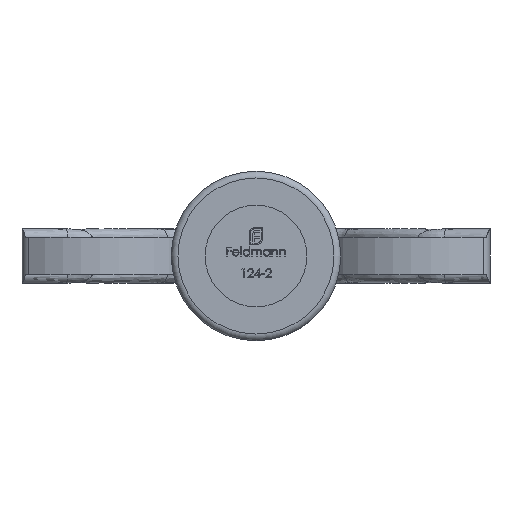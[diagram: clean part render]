
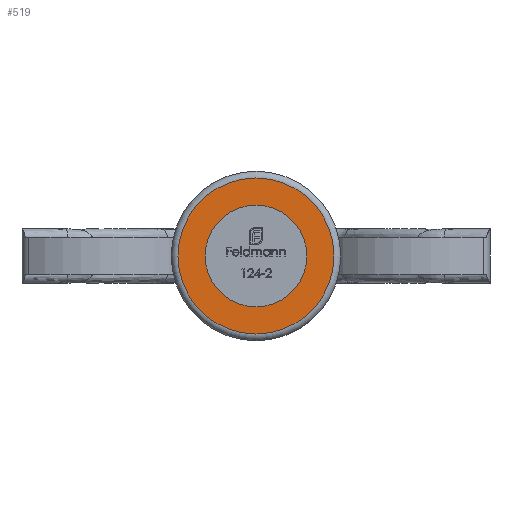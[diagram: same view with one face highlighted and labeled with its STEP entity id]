
A CAD part, front view. The second image highlights one B-rep face of the part: STEP entity #519.
In plain terms, the highlighted planar face has unit normal (0, -1, 0).
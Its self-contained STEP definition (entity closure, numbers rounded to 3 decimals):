
#519 = ADVANCED_FACE ( 'NONE', ( #7587, #2494 ), #5346, .F. ) ;
#772 = EDGE_LOOP ( 'NONE', ( #11272 ) ) ;
#842 = EDGE_CURVE ( 'NONE', #11929, #11929, #3965, .T. ) ;
#872 = AXIS2_PLACEMENT_3D ( 'NONE', #3590, #3726, #9962 ) ;
#1946 = CARTESIAN_POINT ( 'NONE',  ( 0., 17., 0. ) ) ;
#2494 = FACE_BOUND ( 'NONE', #772, .T. ) ;
#2833 = EDGE_LOOP ( 'NONE', ( #2910 ) ) ;
#2910 = ORIENTED_EDGE ( 'NONE', *, *, #842, .T. ) ;
#3021 = AXIS2_PLACEMENT_3D ( 'NONE', #9938, #17498, #17708 ) ;
#3590 = CARTESIAN_POINT ( 'NONE',  ( 12.5, 17., 0. ) ) ;
#3726 = DIRECTION ( 'NONE',  ( 0., 1., 0. ) ) ;
#3965 = CIRCLE ( 'NONE', #8433, 11.5 ) ;
#5346 = PLANE ( 'NONE',  #872 ) ;
#7587 = FACE_OUTER_BOUND ( 'NONE', #2833, .T. ) ;
#7669 = CARTESIAN_POINT ( 'NONE',  ( -7.5, 17., 0. ) ) ;
#7802 = VERTEX_POINT ( 'NONE', #7669 ) ;
#8433 = AXIS2_PLACEMENT_3D ( 'NONE', #1946, #12890, #14288 ) ;
#9938 = CARTESIAN_POINT ( 'NONE',  ( 0., 17., 0. ) ) ;
#9962 = DIRECTION ( 'NONE',  ( -1., 0., 0. ) ) ;
#10883 = CARTESIAN_POINT ( 'NONE',  ( -11.5, 17., 0. ) ) ;
#11272 = ORIENTED_EDGE ( 'NONE', *, *, #11426, .T. ) ;
#11426 = EDGE_CURVE ( 'NONE', #7802, #7802, #17278, .T. ) ;
#11929 = VERTEX_POINT ( 'NONE', #10883 ) ;
#12890 = DIRECTION ( 'NONE',  ( 0., -1., 0. ) ) ;
#14288 = DIRECTION ( 'NONE',  ( -1., 0., 0. ) ) ;
#17278 = CIRCLE ( 'NONE', #3021, 7.5 ) ;
#17498 = DIRECTION ( 'NONE',  ( 0., 1., 0. ) ) ;
#17708 = DIRECTION ( 'NONE',  ( -1., 0., 0. ) ) ;
